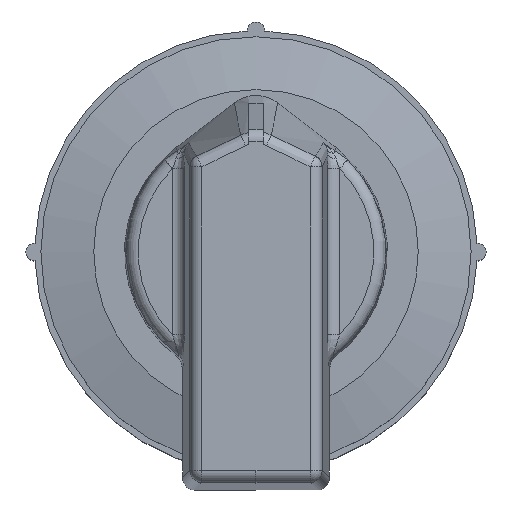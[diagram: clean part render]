
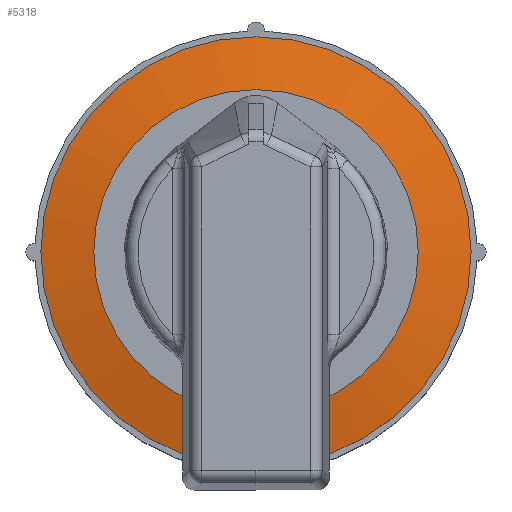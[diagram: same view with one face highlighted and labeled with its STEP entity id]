
A CAD part, top view. The second image highlights one B-rep face of the part: STEP entity #5318.
In plain terms, the highlighted conical face has half-angle 78.5 degrees and reference radius 15.788 mm.
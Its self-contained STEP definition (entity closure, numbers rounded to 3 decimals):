
#20=FACE_BOUND('',#1172,.T.);
#121=CONICAL_SURFACE('',#5872,15.788,78.5);
#476=CIRCLE('',#5866,13.576);
#479=CIRCLE('',#5873,18.);
#850=FACE_OUTER_BOUND('',#1171,.T.);
#1171=EDGE_LOOP('',(#4568));
#1172=EDGE_LOOP('',(#4569));
#2461=VERTEX_POINT('',#11558);
#2462=VERTEX_POINT('',#11568);
#3206=EDGE_CURVE('',#2461,#2461,#476,.T.);
#3211=EDGE_CURVE('',#2462,#2462,#479,.T.);
#4568=ORIENTED_EDGE('',*,*,#3211,.F.);
#4569=ORIENTED_EDGE('',*,*,#3206,.T.);
#5318=ADVANCED_FACE('',(#850,#20),#121,.T.);
#5866=AXIS2_PLACEMENT_3D('',#11559,#7277,#7278);
#5872=AXIS2_PLACEMENT_3D('',#11567,#7291,#7292);
#5873=AXIS2_PLACEMENT_3D('',#11569,#7293,#7294);
#7277=DIRECTION('center_axis',(0.,0.,
-1.));
#7278=DIRECTION('ref_axis',(1.,0.,0.));
#7291=DIRECTION('center_axis',(0.,0.,
-1.));
#7292=DIRECTION('ref_axis',(1.,0.,0.));
#7293=DIRECTION('center_axis',(0.,0.,
-1.));
#7294=DIRECTION('ref_axis',(1.,0.,0.));
#11558=CARTESIAN_POINT('',(13.576,0.,18.061));
#11559=CARTESIAN_POINT('Origin',(0.,0.,
18.061));
#11567=CARTESIAN_POINT('Origin',(0.,0.,
17.611));
#11568=CARTESIAN_POINT('',(18.,0.,17.161));
#11569=CARTESIAN_POINT('Origin',(0.,0.,
17.161));
